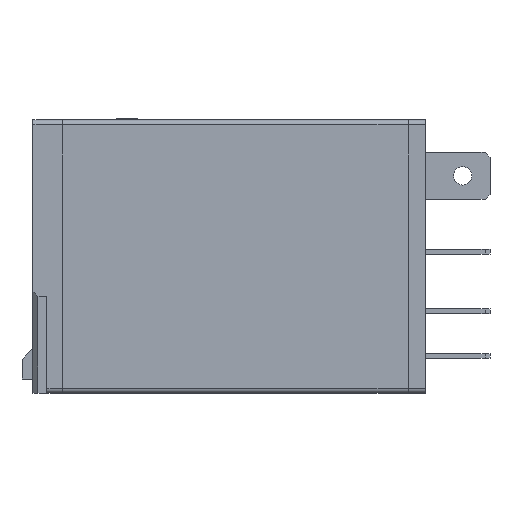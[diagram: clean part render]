
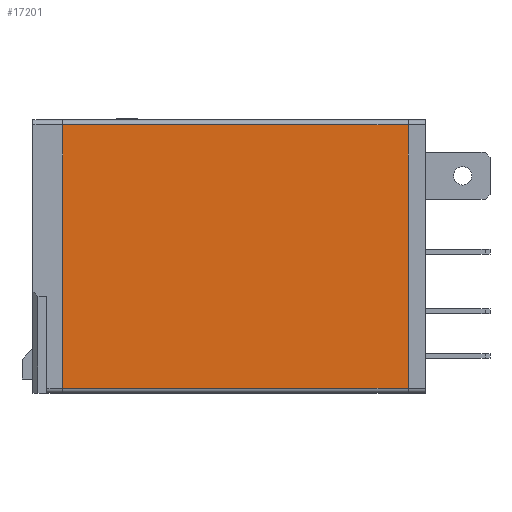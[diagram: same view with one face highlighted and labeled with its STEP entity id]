
A CAD part, left-side view. The second image highlights one B-rep face of the part: STEP entity #17201.
In plain terms, the highlighted planar face has unit normal (-1, 0, 0).
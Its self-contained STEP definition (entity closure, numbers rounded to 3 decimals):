
#1561 = VECTOR ( 'NONE', #12599, 1000. ) ;
#1627 = CARTESIAN_POINT ( 'NONE',  ( -20.375, 0., 13.25 ) ) ;
#1868 = DIRECTION ( 'NONE',  ( 1., 0., 0. ) ) ;
#2897 = VECTOR ( 'NONE', #9279, 1000. ) ;
#3444 = AXIS2_PLACEMENT_3D ( 'NONE', #11163, #1868, #12722 ) ;
#3593 = ORIENTED_EDGE ( 'NONE', *, *, #11249, .F. ) ;
#3797 = ORIENTED_EDGE ( 'NONE', *, *, #15932, .F. ) ;
#3930 = VERTEX_POINT ( 'NONE', #1627 ) ;
#4776 = VECTOR ( 'NONE', #17342, 1000. ) ;
#5692 = FACE_OUTER_BOUND ( 'NONE', #14794, .T. ) ;
#5894 = CARTESIAN_POINT ( 'NONE',  ( -20.375, 34.75, 13.25 ) ) ;
#6413 = LINE ( 'NONE', #5894, #14653 ) ;
#6704 = VERTEX_POINT ( 'NONE', #14783 ) ;
#8020 = LINE ( 'NONE', #18519, #2897 ) ;
#8540 = EDGE_CURVE ( 'NONE', #11817, #3930, #17529, .T. ) ;
#9279 = DIRECTION ( 'NONE',  ( 0., -1., 0. ) ) ;
#10963 = CARTESIAN_POINT ( 'NONE',  ( -20.375, 0., 13.25 ) ) ;
#10972 = CARTESIAN_POINT ( 'NONE',  ( -20.375, 0., -13.25 ) ) ;
#11163 = CARTESIAN_POINT ( 'NONE',  ( -20.375, 34.75, 13.25 ) ) ;
#11249 = EDGE_CURVE ( 'NONE', #6704, #13098, #13036, .T. ) ;
#11817 = VERTEX_POINT ( 'NONE', #10972 ) ;
#12598 = PLANE ( 'NONE',  #3444 ) ;
#12599 = DIRECTION ( 'NONE',  ( 0., 0., 1. ) ) ;
#12722 = DIRECTION ( 'NONE',  ( 0., 0., -1. ) ) ;
#13036 = LINE ( 'NONE', #15783, #4776 ) ;
#13098 = VERTEX_POINT ( 'NONE', #16972 ) ;
#14653 = VECTOR ( 'NONE', #16720, 1000. ) ;
#14748 = ORIENTED_EDGE ( 'NONE', *, *, #8540, .T. ) ;
#14783 = CARTESIAN_POINT ( 'NONE',  ( -20.375, 34.75, -13.25 ) ) ;
#14794 = EDGE_LOOP ( 'NONE', ( #14748, #3797, #3593, #17269 ) ) ;
#15783 = CARTESIAN_POINT ( 'NONE',  ( -20.375, 34.75, 13.25 ) ) ;
#15932 = EDGE_CURVE ( 'NONE', #13098, #3930, #6413, .T. ) ;
#16720 = DIRECTION ( 'NONE',  ( 0., -1., 0. ) ) ;
#16972 = CARTESIAN_POINT ( 'NONE',  ( -20.375, 34.75, 13.25 ) ) ;
#17201 = ADVANCED_FACE ( 'NONE', ( #5692 ), #12598, .F. ) ;
#17269 = ORIENTED_EDGE ( 'NONE', *, *, #18880, .T. ) ;
#17342 = DIRECTION ( 'NONE',  ( 0., 0., 1. ) ) ;
#17529 = LINE ( 'NONE', #10963, #1561 ) ;
#18519 = CARTESIAN_POINT ( 'NONE',  ( -20.375, 34.75, -13.25 ) ) ;
#18880 = EDGE_CURVE ( 'NONE', #6704, #11817, #8020, .T. ) ;
